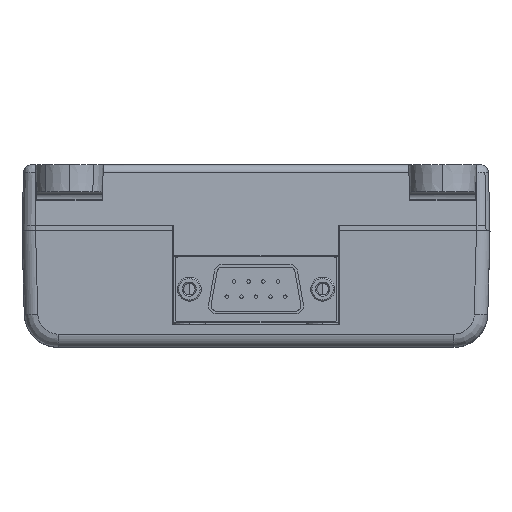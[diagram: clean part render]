
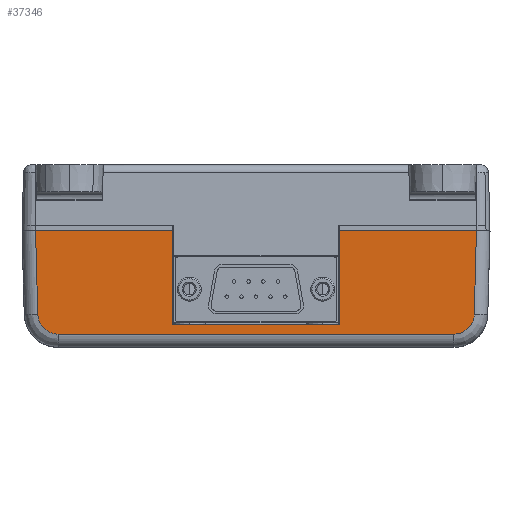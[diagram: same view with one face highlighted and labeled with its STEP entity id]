
A CAD part, top view. The second image highlights one B-rep face of the part: STEP entity #37346.
In plain terms, the highlighted face is planar.
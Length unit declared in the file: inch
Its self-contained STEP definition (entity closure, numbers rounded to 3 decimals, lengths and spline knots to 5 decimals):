
#36422=CARTESIAN_POINT('',(-1.46084,0.80262,2.42898));
#36423=VERTEX_POINT('',#36422);
#36431=CARTESIAN_POINT('',(1.46084,0.80262,2.42898));
#36432=VERTEX_POINT('',#36431);
#36433=CARTESIAN_POINT('',(1.46084,0.80262,2.42898));
#36434=DIRECTION('',(-1.0,0.0,0.0));
#36435=VECTOR('',#36434,2.92169);
#36436=LINE('',#36433,#36435);
#36437=EDGE_CURVE('',#36432,#36423,#36436,.T.);
#37240=CARTESIAN_POINT('',(1.61079,0.65654,2.43281));
#37241=VERTEX_POINT('',#37240);
#37242=CARTESIAN_POINT('',(1.61079,0.65654,2.43281));
#37243=CARTESIAN_POINT('',(1.60854,0.74257,2.43056));
#37244=CARTESIAN_POINT('',(1.5469,0.80262,2.42898));
#37245=CARTESIAN_POINT('',(1.46084,0.80262,2.42898));
#37253=(BOUNDED_CURVE()B_SPLINE_CURVE(3,(#37242,#37243,#37244,#37245),.UNSPECIFIED.,.F.,.U.)B_SPLINE_CURVE_WITH_KNOTS((4,4),(4.73857,6.28319),.UNSPECIFIED.)CURVE()GEOMETRIC_REPRESENTATION_ITEM()RATIONAL_B_SPLINE_CURVE((1.0,0.811,0.811,1.0))REPRESENTATION_ITEM(''));
#37254=EDGE_CURVE('',#37241,#36432,#37253,.T.);
#37267=CARTESIAN_POINT('',(-1.78972,0.8409,2.42798));
#37268=DIRECTION('',(0.,0.026,1.));
#37269=DIRECTION('',(1.0,0.0,0.0));
#37270=AXIS2_PLACEMENT_3D('',#37267,#37268,#37269);
#37271=PLANE('',#37270);
#37272=CARTESIAN_POINT('',(-0.61652,0.734,2.43078));
#37273=VERTEX_POINT('',#37272);
#37274=CARTESIAN_POINT('',(0.61648,0.734,2.43078));
#37275=VERTEX_POINT('',#37274);
#37276=CARTESIAN_POINT('',(-0.61652,0.734,2.43078));
#37277=DIRECTION('',(1.0,0.0,0.0));
#37278=VECTOR('',#37277,1.233);
#37279=LINE('',#37276,#37278);
#37280=EDGE_CURVE('',#37273,#37275,#37279,.T.);
#37281=ORIENTED_EDGE('',*,*,#37280,.T.);
#37282=CARTESIAN_POINT('',(0.61648,0.037,2.44903));
#37283=VERTEX_POINT('',#37282);
#37284=CARTESIAN_POINT('',(0.61648,0.734,2.43078));
#37285=DIRECTION('',(0.0,-1.,0.026));
#37286=VECTOR('',#37285,0.69724);
#37287=LINE('',#37284,#37286);
#37288=EDGE_CURVE('',#37275,#37283,#37287,.T.);
#37289=ORIENTED_EDGE('',*,*,#37288,.T.);
#37290=CARTESIAN_POINT('',(1.62702,0.037,2.44903));
#37291=VERTEX_POINT('',#37290);
#37292=CARTESIAN_POINT('',(1.62702,0.037,2.44903));
#37293=DIRECTION('',(-1.0,0.0,0.0));
#37294=VECTOR('',#37293,1.01053);
#37295=LINE('',#37292,#37294);
#37296=EDGE_CURVE('',#37291,#37283,#37295,.T.);
#37297=ORIENTED_EDGE('',*,*,#37296,.F.);
#37298=CARTESIAN_POINT('',(1.62702,0.037,2.44903));
#37299=DIRECTION('',(-0.026,0.999,-0.026));
#37300=VECTOR('',#37299,0.61997);
#37301=LINE('',#37298,#37300);
#37302=EDGE_CURVE('',#37291,#37241,#37301,.T.);
#37303=ORIENTED_EDGE('',*,*,#37302,.T.);
#37304=ORIENTED_EDGE('',*,*,#37254,.T.);
#37305=ORIENTED_EDGE('',*,*,#36437,.T.);
#37306=CARTESIAN_POINT('',(-1.61079,0.65654,2.43281));
#37307=VERTEX_POINT('',#37306);
#37308=CARTESIAN_POINT('',(-1.46084,0.80262,2.42898));
#37309=CARTESIAN_POINT('',(-1.5469,0.80262,2.42898));
#37310=CARTESIAN_POINT('',(-1.60854,0.74257,2.43056));
#37311=CARTESIAN_POINT('',(-1.61079,0.65654,2.43281));
#37319=(BOUNDED_CURVE()B_SPLINE_CURVE(3,(#37308,#37309,#37310,#37311),.UNSPECIFIED.,.F.,.U.)B_SPLINE_CURVE_WITH_KNOTS((4,4),(3.14159,4.68621),.UNSPECIFIED.)CURVE()GEOMETRIC_REPRESENTATION_ITEM()RATIONAL_B_SPLINE_CURVE((1.0,0.811,0.811,1.0))REPRESENTATION_ITEM(''));
#37320=EDGE_CURVE('',#36423,#37307,#37319,.T.);
#37321=ORIENTED_EDGE('',*,*,#37320,.T.);
#37322=CARTESIAN_POINT('',(-1.62702,0.037,2.44903));
#37323=VERTEX_POINT('',#37322);
#37324=CARTESIAN_POINT('',(-1.61079,0.65654,2.43281));
#37325=DIRECTION('',(-0.026,-0.999,0.026));
#37326=VECTOR('',#37325,0.61997);
#37327=LINE('',#37324,#37326);
#37328=EDGE_CURVE('',#37307,#37323,#37327,.T.);
#37329=ORIENTED_EDGE('',*,*,#37328,.T.);
#37330=CARTESIAN_POINT('',(-0.61652,0.037,2.44903));
#37331=VERTEX_POINT('',#37330);
#37332=CARTESIAN_POINT('',(-0.61652,0.037,2.44903));
#37333=DIRECTION('',(-1.0,0.0,0.0));
#37334=VECTOR('',#37333,1.0105);
#37335=LINE('',#37332,#37334);
#37336=EDGE_CURVE('',#37331,#37323,#37335,.T.);
#37337=ORIENTED_EDGE('',*,*,#37336,.F.);
#37338=CARTESIAN_POINT('',(-0.61652,0.037,2.44903));
#37339=DIRECTION('',(0.0,1.,-0.026));
#37340=VECTOR('',#37339,0.69724);
#37341=LINE('',#37338,#37340);
#37342=EDGE_CURVE('',#37331,#37273,#37341,.T.);
#37343=ORIENTED_EDGE('',*,*,#37342,.T.);
#37344=EDGE_LOOP('',(#37281,#37289,#37297,#37303,#37304,#37305,#37321,#37329,#37337,#37343));
#37345=FACE_OUTER_BOUND('',#37344,.T.);
#37346=ADVANCED_FACE('',(#37345),#37271,.T.);
